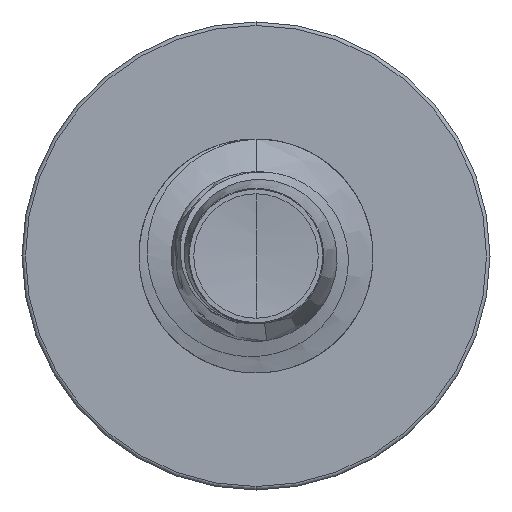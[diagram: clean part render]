
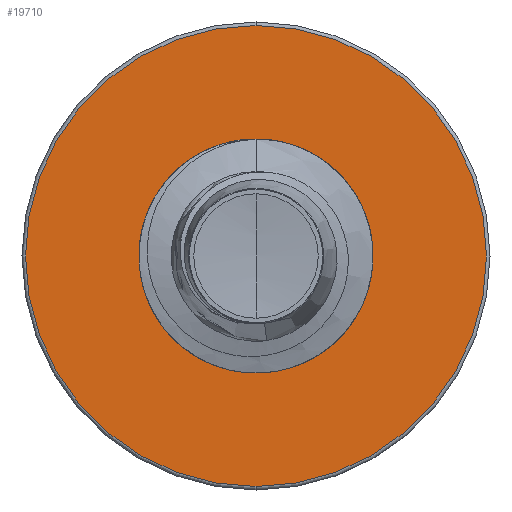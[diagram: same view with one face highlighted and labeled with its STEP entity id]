
A CAD part, front view. The second image highlights one B-rep face of the part: STEP entity #19710.
In plain terms, the highlighted planar face has unit normal (0, -1, 0).
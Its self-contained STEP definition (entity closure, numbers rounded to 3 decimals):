
#1879 = EDGE_CURVE ( 'NONE', #20204, #5861, #9342, .T. ) ;
#2789 = VERTEX_POINT ( 'NONE', #7631 ) ;
#2815 = EDGE_CURVE ( 'NONE', #2789, #3141, #13180, .T. ) ;
#3141 = VERTEX_POINT ( 'NONE', #16135 ) ;
#3158 = ORIENTED_EDGE ( 'NONE', *, *, #8766, .T. ) ;
#4676 = DIRECTION ( 'NONE',  ( 0., 1., 0. ) ) ;
#5027 = EDGE_LOOP ( 'NONE', ( #12106, #3158 ) ) ;
#5176 = CIRCLE ( 'NONE', #13473, 0.789 ) ;
#5602 = ORIENTED_EDGE ( 'NONE', *, *, #2815, .F. ) ;
#5861 = VERTEX_POINT ( 'NONE', #14854 ) ;
#7631 = CARTESIAN_POINT ( 'NONE',  ( 0., 9., 1.576 ) ) ;
#7785 = DIRECTION ( 'NONE',  ( 0., 1., 0. ) ) ;
#7795 = CARTESIAN_POINT ( 'NONE',  ( 0., 9., 0. ) ) ;
#7878 = DIRECTION ( 'NONE',  ( 0., 0., 1. ) ) ;
#8496 = DIRECTION ( 'NONE',  ( 0., 0., 1. ) ) ;
#8766 = EDGE_CURVE ( 'NONE', #5861, #20204, #5176, .T. ) ;
#9342 = CIRCLE ( 'NONE', #21763, 0.789 ) ;
#10462 = DIRECTION ( 'NONE',  ( 0., 1., 0. ) ) ;
#10470 = CARTESIAN_POINT ( 'NONE',  ( 0., 9., 0. ) ) ;
#10550 = PLANE ( 'NONE',  #16505 ) ;
#10757 = DIRECTION ( 'NONE',  ( 0., 0., 1. ) ) ;
#10777 = DIRECTION ( 'NONE',  ( 0., 1., 0. ) ) ;
#10780 = CARTESIAN_POINT ( 'NONE',  ( 0., 9., 0. ) ) ;
#10904 = EDGE_LOOP ( 'NONE', ( #5602, #16372 ) ) ;
#11290 = AXIS2_PLACEMENT_3D ( 'NONE', #15871, #4676, #17646 ) ;
#12106 = ORIENTED_EDGE ( 'NONE', *, *, #1879, .T. ) ;
#13130 = CIRCLE ( 'NONE', #11290, 1.576 ) ;
#13180 = CIRCLE ( 'NONE', #21980, 1.576 ) ;
#13473 = AXIS2_PLACEMENT_3D ( 'NONE', #10780, #10777, #10757 ) ;
#14124 = DIRECTION ( 'NONE',  ( 0., 1., 0. ) ) ;
#14854 = CARTESIAN_POINT ( 'NONE',  ( 0., 9., -0.789 ) ) ;
#15024 = EDGE_CURVE ( 'NONE', #3141, #2789, #13130, .T. ) ;
#15871 = CARTESIAN_POINT ( 'NONE',  ( 0., 9., 0. ) ) ;
#16135 = CARTESIAN_POINT ( 'NONE',  ( 0., 9., -1.576 ) ) ;
#16372 = ORIENTED_EDGE ( 'NONE', *, *, #15024, .F. ) ;
#16505 = AXIS2_PLACEMENT_3D ( 'NONE', #22586, #14124, #22723 ) ;
#17646 = DIRECTION ( 'NONE',  ( 0., 0., 1. ) ) ;
#19710 = ADVANCED_FACE ( 'NONE', ( #21978, #21406 ), #10550, .F. ) ;
#20204 = VERTEX_POINT ( 'NONE', #22791 ) ;
#21406 = FACE_BOUND ( 'NONE', #5027, .T. ) ;
#21763 = AXIS2_PLACEMENT_3D ( 'NONE', #10470, #10462, #8496 ) ;
#21978 = FACE_OUTER_BOUND ( 'NONE', #10904, .T. ) ;
#21980 = AXIS2_PLACEMENT_3D ( 'NONE', #7795, #7785, #7878 ) ;
#22586 = CARTESIAN_POINT ( 'NONE',  ( 0., 9., -0.789 ) ) ;
#22723 = DIRECTION ( 'NONE',  ( 0., 0., 1. ) ) ;
#22791 = CARTESIAN_POINT ( 'NONE',  ( 0., 9., 0.789 ) ) ;
